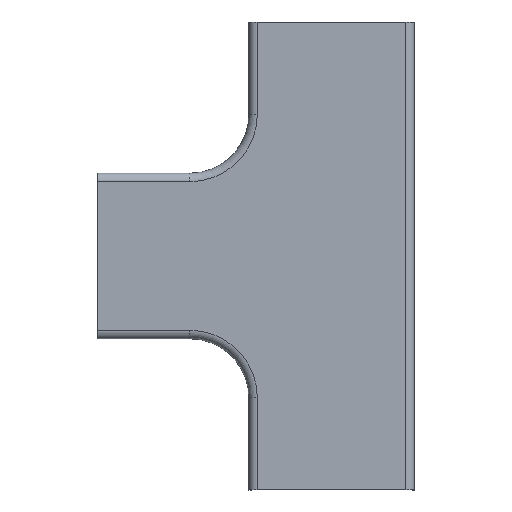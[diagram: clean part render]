
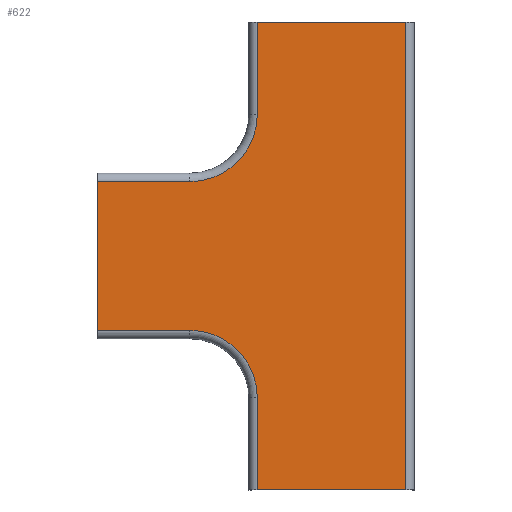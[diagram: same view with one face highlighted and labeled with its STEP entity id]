
A CAD part, top view. The second image highlights one B-rep face of the part: STEP entity #622.
In plain terms, the highlighted planar face has unit normal (0, 0, 1).
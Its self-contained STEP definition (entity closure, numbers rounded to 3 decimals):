
#34=FACE_OUTER_BOUND('',#70,.T.);
#70=EDGE_LOOP('',(#416,#417,#418,#419,#420,#421,#422,#423,#424,#425));
#106=LINE('',#934,#168);
#107=LINE('',#936,#169);
#108=LINE('',#938,#170);
#109=LINE('',#940,#171);
#110=LINE('',#942,#172);
#111=LINE('',#946,#173);
#112=LINE('',#948,#174);
#113=LINE('',#949,#175);
#168=VECTOR('',#734,1.);
#169=VECTOR('',#735,1.);
#170=VECTOR('',#736,1.);
#171=VECTOR('',#737,1.);
#172=VECTOR('',#738,1.);
#173=VECTOR('',#741,1.);
#174=VECTOR('',#742,1.);
#175=VECTOR('',#743,1.);
#230=CIRCLE('',#661,22.);
#231=CIRCLE('',#662,22.);
#262=VERTEX_POINT('',#930);
#263=VERTEX_POINT('',#931);
#264=VERTEX_POINT('',#933);
#265=VERTEX_POINT('',#935);
#266=VERTEX_POINT('',#937);
#267=VERTEX_POINT('',#939);
#268=VERTEX_POINT('',#941);
#269=VERTEX_POINT('',#943);
#270=VERTEX_POINT('',#945);
#271=VERTEX_POINT('',#947);
#322=EDGE_CURVE('',#262,#263,#230,.T.);
#323=EDGE_CURVE('',#264,#263,#106,.T.);
#324=EDGE_CURVE('',#265,#264,#107,.T.);
#325=EDGE_CURVE('',#266,#265,#108,.T.);
#326=EDGE_CURVE('',#267,#266,#109,.T.);
#327=EDGE_CURVE('',#267,#268,#110,.T.);
#328=EDGE_CURVE('',#269,#268,#231,.T.);
#329=EDGE_CURVE('',#269,#270,#111,.T.);
#330=EDGE_CURVE('',#271,#270,#112,.T.);
#331=EDGE_CURVE('',#262,#271,#113,.T.);
#416=ORIENTED_EDGE('',*,*,#322,.T.);
#417=ORIENTED_EDGE('',*,*,#323,.F.);
#418=ORIENTED_EDGE('',*,*,#324,.F.);
#419=ORIENTED_EDGE('',*,*,#325,.F.);
#420=ORIENTED_EDGE('',*,*,#326,.F.);
#421=ORIENTED_EDGE('',*,*,#327,.T.);
#422=ORIENTED_EDGE('',*,*,#328,.F.);
#423=ORIENTED_EDGE('',*,*,#329,.T.);
#424=ORIENTED_EDGE('',*,*,#330,.F.);
#425=ORIENTED_EDGE('',*,*,#331,.F.);
#604=PLANE('',#660);
#622=ADVANCED_FACE('',(#34),#604,.T.);
#660=AXIS2_PLACEMENT_3D('',#929,#730,#731);
#661=AXIS2_PLACEMENT_3D('',#932,#732,#733);
#662=AXIS2_PLACEMENT_3D('',#944,#739,#740);
#730=DIRECTION('center_axis',(0.,0.,1.));
#731=DIRECTION('ref_axis',(0.,1.,0.));
#732=DIRECTION('center_axis',(0.,0.,-1.));
#733=DIRECTION('ref_axis',(0.,1.,0.));
#734=DIRECTION('',(0.,1.,0.));
#735=DIRECTION('',(-1.,0.,0.));
#736=DIRECTION('',(0.,-1.,0.));
#737=DIRECTION('',(1.,0.,0.));
#738=DIRECTION('',(0.,-1.,0.));
#739=DIRECTION('center_axis',(0.,0.,1.));
#740=DIRECTION('ref_axis',(0.,-1.,0.));
#741=DIRECTION('',(-1.,0.,0.));
#742=DIRECTION('',(0.,1.,0.));
#743=DIRECTION('',(-1.,0.,0.));
#929=CARTESIAN_POINT('Origin',(31.06,2.403,0.75));
#930=CARTESIAN_POINT('',(31.06,2.403,0.75));
#931=CARTESIAN_POINT('',(53.06,-19.597,0.75));
#932=CARTESIAN_POINT('Origin',(31.06,-19.597,0.75));
#933=CARTESIAN_POINT('',(53.06,-49.597,0.75));
#934=CARTESIAN_POINT('',(53.06,-49.597,0.75));
#935=CARTESIAN_POINT('',(101.46,-49.597,0.75));
#936=CARTESIAN_POINT('',(76.06,-49.597,0.75));
#937=CARTESIAN_POINT('',(101.46,102.803,0.75));
#938=CARTESIAN_POINT('',(101.46,102.803,0.75));
#939=CARTESIAN_POINT('',(53.06,102.803,0.75));
#940=CARTESIAN_POINT('',(78.46,102.803,0.75));
#941=CARTESIAN_POINT('',(53.06,72.803,0.75));
#942=CARTESIAN_POINT('',(53.06,102.803,0.75));
#943=CARTESIAN_POINT('',(31.06,50.803,0.75));
#944=CARTESIAN_POINT('Origin',(31.06,72.803,0.75));
#945=CARTESIAN_POINT('',(1.06,50.803,0.75));
#946=CARTESIAN_POINT('',(31.06,50.803,0.75));
#947=CARTESIAN_POINT('',(1.06,2.403,0.75));
#948=CARTESIAN_POINT('',(1.06,25.403,0.75));
#949=CARTESIAN_POINT('',(31.06,2.403,0.75));
